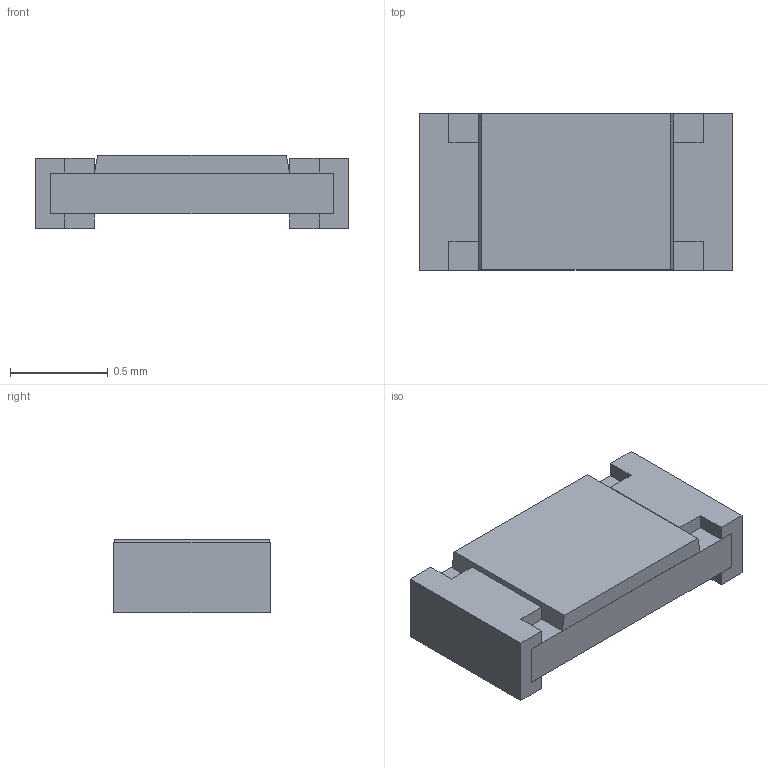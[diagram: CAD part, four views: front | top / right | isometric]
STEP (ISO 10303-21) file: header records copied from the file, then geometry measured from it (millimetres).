
FILE_DESCRIPTION (( 'STEP AP214' ), '1' );
FILE_NAME ('0F43DEB5-C452-4D13-BA80-8E85301A1002.STEP', '2008-06-19T11:46:27', ( 'Solidworks' ), ( 'Solidworks' ), 'SwSTEP 2.0', 'SolidWorks 2008', '' );
FILE_SCHEMA (( 'AUTOMOTIVE_DESIGN' ));
Length unit declared in the file: millimetre
Products named in the file (1): 0F43DEB5-C452-4D13-BA80-8E85301A1002
Bounding box: 1.6 x 0.8 x 0.37 mm (x, y, z)
Volume: 0.4 mm3; surface area: 4.5 mm2
Topology: 1 solids, 1 shells, 51 faces, 136 edges, 88 vertices
Faces by surface type: plane 51
Entity records: 1756 total; most frequent: CARTESIAN_POINT 276, ORIENTED_EDGE 272, DIRECTION 240, EDGE_CURVE 136, LINE 136, VECTOR 136, VERTEX_POINT 88, EDGE_LOOP 52
